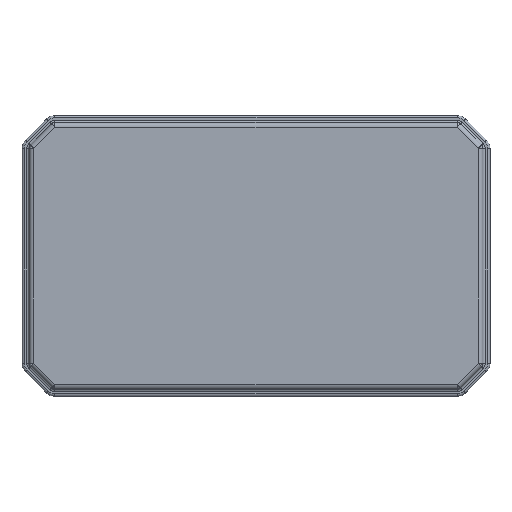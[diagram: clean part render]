
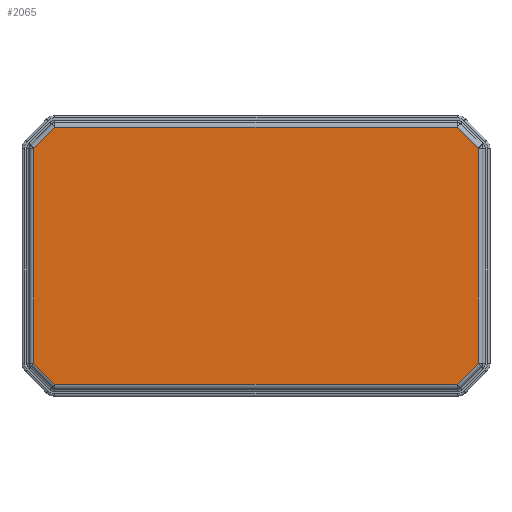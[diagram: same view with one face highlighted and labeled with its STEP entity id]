
A CAD part, top view. The second image highlights one B-rep face of the part: STEP entity #2065.
In plain terms, the highlighted planar face has unit normal (0, 0, 1).
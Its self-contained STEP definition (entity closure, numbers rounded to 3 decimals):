
#360=ORIENTED_EDGE('',*,*,#744,.T.);
#361=ORIENTED_EDGE('',*,*,#745,.T.);
#362=ORIENTED_EDGE('',*,*,#746,.T.);
#363=ORIENTED_EDGE('',*,*,#747,.T.);
#364=ORIENTED_EDGE('',*,*,#748,.T.);
#365=ORIENTED_EDGE('',*,*,#749,.T.);
#366=ORIENTED_EDGE('',*,*,#750,.T.);
#367=ORIENTED_EDGE('',*,*,#751,.T.);
#744=EDGE_CURVE('',#918,#919,#1026,.F.);
#745=EDGE_CURVE('',#919,#920,#1027,.F.);
#746=EDGE_CURVE('',#920,#921,#1028,.F.);
#747=EDGE_CURVE('',#921,#922,#1029,.F.);
#748=EDGE_CURVE('',#922,#923,#1030,.F.);
#749=EDGE_CURVE('',#923,#924,#1031,.F.);
#750=EDGE_CURVE('',#924,#925,#1032,.F.);
#751=EDGE_CURVE('',#925,#918,#1033,.F.);
#918=VERTEX_POINT('',#3077);
#919=VERTEX_POINT('',#3078);
#920=VERTEX_POINT('',#3080);
#921=VERTEX_POINT('',#3082);
#922=VERTEX_POINT('',#3084);
#923=VERTEX_POINT('',#3086);
#924=VERTEX_POINT('',#3088);
#925=VERTEX_POINT('',#3090);
#1026=LINE('',#3076,#1140);
#1027=LINE('',#3079,#1141);
#1028=LINE('',#3081,#1142);
#1029=LINE('',#3083,#1143);
#1030=LINE('',#3085,#1144);
#1031=LINE('',#3087,#1145);
#1032=LINE('',#3089,#1146);
#1033=LINE('',#3091,#1147);
#1140=VECTOR('',#2577,1000.);
#1141=VECTOR('',#2578,1000.);
#1142=VECTOR('',#2579,1000.);
#1143=VECTOR('',#2580,1000.);
#1144=VECTOR('',#2581,1000.);
#1145=VECTOR('',#2582,1000.);
#1146=VECTOR('',#2583,1000.);
#1147=VECTOR('',#2584,1000.);
#1196=EDGE_LOOP('',(#360,#361,#362,#363,#364,#365,#366,#367));
#1290=FACE_BOUND('',#1196,.T.);
#1367=PLANE('',#2211);
#2065=ADVANCED_FACE('',(#1290),#1367,.T.);
#2211=AXIS2_PLACEMENT_3D('',#3075,#2575,#2576);
#2575=DIRECTION('',(0.,0.,1.));
#2576=DIRECTION('',(1.,0.,0.));
#2577=DIRECTION('',(0.707,0.707,0.));
#2578=DIRECTION('',(0.,1.,0.));
#2579=DIRECTION('',(-0.707,0.707,0.));
#2580=DIRECTION('',(-1.,0.,0.));
#2581=DIRECTION('',(-0.707,-0.707,0.));
#2582=DIRECTION('',(0.,-1.,0.));
#2583=DIRECTION('',(0.707,-0.707,0.));
#2584=DIRECTION('',(1.,0.,0.));
#3075=CARTESIAN_POINT('',(0.,0.,0.));
#3076=CARTESIAN_POINT('',(-0.95,0.459,0.));
#3077=CARTESIAN_POINT('',(-0.859,0.55,0.));
#3078=CARTESIAN_POINT('',(-0.95,0.459,0.));
#3079=CARTESIAN_POINT('',(-0.95,-0.459,0.));
#3080=CARTESIAN_POINT('',(-0.95,-0.459,0.));
#3081=CARTESIAN_POINT('',(-0.859,-0.55,0.));
#3082=CARTESIAN_POINT('',(-0.859,-0.55,0.));
#3083=CARTESIAN_POINT('',(0.859,-0.55,0.));
#3084=CARTESIAN_POINT('',(0.859,-0.55,0.));
#3085=CARTESIAN_POINT('',(0.95,-0.459,0.));
#3086=CARTESIAN_POINT('',(0.95,-0.459,0.));
#3087=CARTESIAN_POINT('',(0.95,0.459,0.));
#3088=CARTESIAN_POINT('',(0.95,0.459,0.));
#3089=CARTESIAN_POINT('',(0.859,0.55,0.));
#3090=CARTESIAN_POINT('',(0.859,0.55,0.));
#3091=CARTESIAN_POINT('',(-0.859,0.55,0.));
